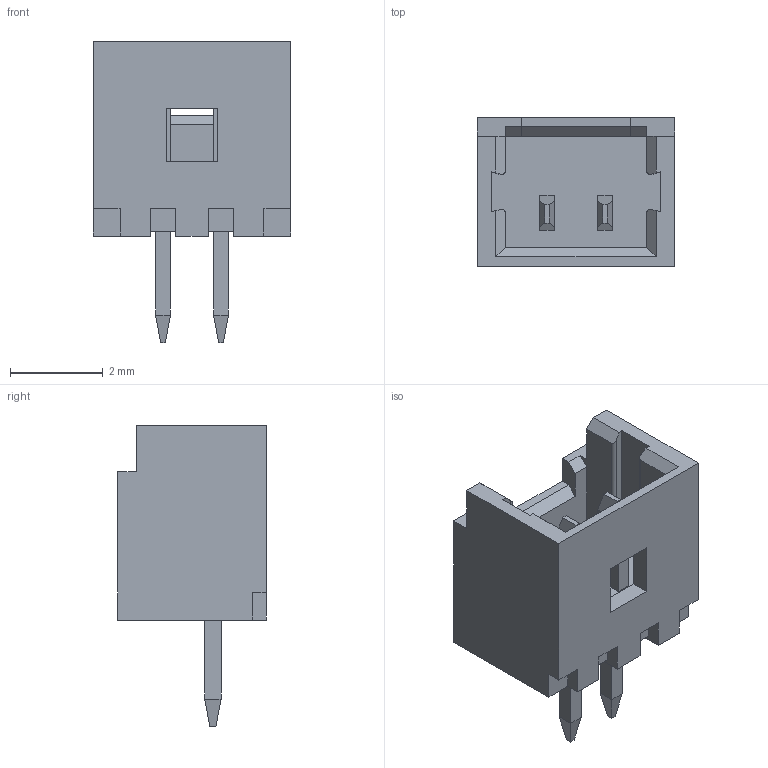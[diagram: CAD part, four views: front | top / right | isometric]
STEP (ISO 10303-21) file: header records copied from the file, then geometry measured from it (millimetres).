
FILE_DESCRIPTION(('FreeCAD Model'),'2;1');
FILE_NAME('../packages3d/Connectors_Molex.3dshapes/Molex_PicoBlade_53047-0210.stp' ,'2016-05-16T03:27:05',('Author'),(''), 'Open CASCADE STEP processor 6.8','FreeCAD','Unknown');
FILE_SCHEMA(('AUTOMOTIVE_DESIGN_CC2 { 1 2 10303 214 -1 1 5 4 }'));
Length unit declared in the file: millimetre
Products named in the file (2): ASSEMBLY; part
Assembly tree (1 placements, depth 2):
  ASSEMBLY
    part
Bounding box: 4.25 x 3.2 x 6.5 mm (x, y, z)
Volume: 31.6 mm3; surface area: 131.5 mm2
Topology: 1 solids, 1 shells, 100 faces, 272 edges, 178 vertices
Faces by surface type: plane 96, cylinder 4
Entity records: 7755 total; most frequent: CARTESIAN_POINT 1560, DIRECTION 996, LINE 784, VECTOR 784, ORIENTED_EDGE 544, PCURVE 544, DEFINITIONAL_REPRESENTATION 544, EDGE_CURVE 272
